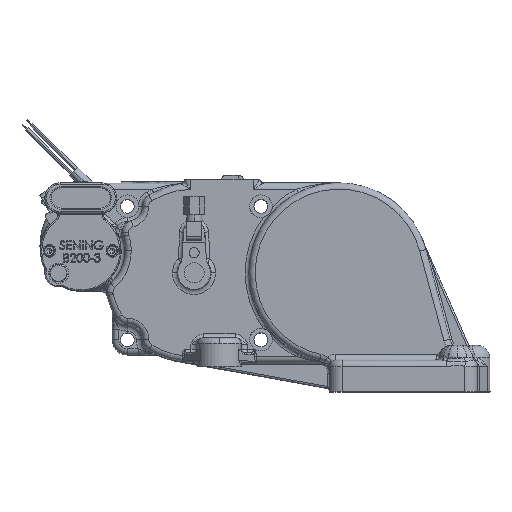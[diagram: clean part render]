
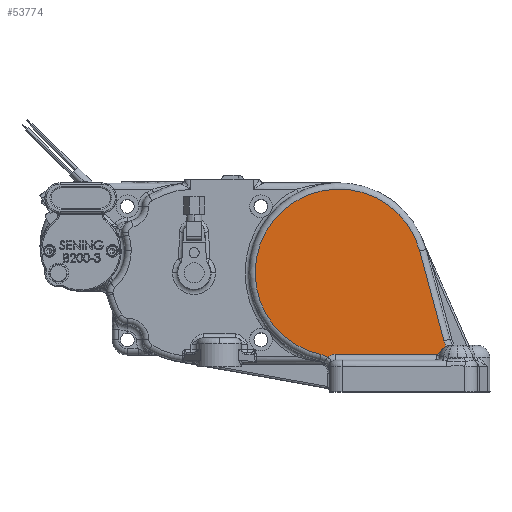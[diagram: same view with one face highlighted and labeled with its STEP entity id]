
A CAD part, top view. The second image highlights one B-rep face of the part: STEP entity #53774.
In plain terms, the highlighted planar face has unit normal (0, 0, 1).
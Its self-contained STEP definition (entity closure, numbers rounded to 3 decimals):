
#8611 = CARTESIAN_POINT ( 'NONE',  ( -14.279, -64.949, 85.5 ) ) ;
#23216 = CARTESIAN_POINT ( 'NONE',  ( 83.347, -54.118, 85.5 ) ) ;
#23217 = CARTESIAN_POINT ( 'NONE',  ( 64.234, 17.211, 85.5 ) ) ;
#23263 = CARTESIAN_POINT ( 'NONE',  ( 76.267, -64.5, 85.5 ) ) ;
#23285 = CARTESIAN_POINT ( 'NONE',  ( 84.993, -58.54, 85.5 ) ) ;
#23362 = CARTESIAN_POINT ( 'NONE',  ( -9.218, -67.093, 85.5 ) ) ;
#23558 = CARTESIAN_POINT ( 'NONE',  ( -2.5, -64.5, 85.5 ) ) ;
#47144 = LINE ( 'NONE', #55589, #47219 ) ;
#47189 = CIRCLE ( 'NONE', #52877, 25. ) ;
#47191 = VECTOR ( 'NONE', #55588, 1000. ) ;
#47207 = LINE ( 'NONE', #55555, #47191 ) ;
#47210 = CIRCLE ( 'NONE', #52879, 66.5 ) ;
#47216 = CIRCLE ( 'NONE', #52881, 15. ) ;
#47219 = VECTOR ( 'NONE', #55590, 1000. ) ;
#47233 = CIRCLE ( 'NONE', #52885, 10. ) ;
#52877 = AXIS2_PLACEMENT_3D ( 'NONE', #55515, #55538, #55539 ) ;
#52879 = AXIS2_PLACEMENT_3D ( 'NONE', #55537, #55550, #55551 ) ;
#52881 = AXIS2_PLACEMENT_3D ( 'NONE', #55541, #55553, #55554 ) ;
#52885 = AXIS2_PLACEMENT_3D ( 'NONE', #55587, #55593, #55594 ) ;
#53774 = ADVANCED_FACE ( 'NONE', ( #117949 ), #99047, .T. ) ;
#55515 = CARTESIAN_POINT ( 'NONE',  ( 107.495, -47.647, 85.5 ) ) ;
#55537 = CARTESIAN_POINT ( 'NONE',  ( 0., 0., 85.5 ) ) ;
#55538 = DIRECTION ( 'NONE',  ( 0., 0., -1. ) ) ;
#55539 = DIRECTION ( 'NONE',  ( 1., 0., 0. ) ) ;
#55541 = CARTESIAN_POINT ( 'NONE',  ( -17.5, -79.599, 85.5 ) ) ;
#55550 = DIRECTION ( 'NONE',  ( 0., 0., 1. ) ) ;
#55551 = DIRECTION ( 'NONE',  ( 1., 0., 0. ) ) ;
#55552 = CARTESIAN_POINT ( 'NONE',  ( 76.267, -64.5, 85.5 ) ) ;
#55553 = DIRECTION ( 'NONE',  ( 0., 0., -1. ) ) ;
#55554 = DIRECTION ( 'NONE',  ( 1., 0., 0. ) ) ;
#55555 = CARTESIAN_POINT ( 'NONE',  ( 81.351, -64.5, 85.5 ) ) ;
#55556 = CARTESIAN_POINT ( 'NONE',  ( 76.352, -64.584, 85.5 ) ) ;
#55558 = CARTESIAN_POINT ( 'NONE',  ( 76.44, -64.665, 85.5 ) ) ;
#55559 = CARTESIAN_POINT ( 'NONE',  ( 76.626, -64.815, 85.5 ) ) ;
#55561 = CARTESIAN_POINT ( 'NONE',  ( 76.724, -64.884, 85.5 ) ) ;
#55562 = CARTESIAN_POINT ( 'NONE',  ( 76.934, -64.995, 85.5 ) ) ;
#55563 = CARTESIAN_POINT ( 'NONE',  ( 77.049, -65.037, 85.5 ) ) ;
#55564 = CARTESIAN_POINT ( 'NONE',  ( 77.286, -65.065, 85.5 ) ) ;
#55565 = CARTESIAN_POINT ( 'NONE',  ( 77.408, -65.05, 85.5 ) ) ;
#55566 = CARTESIAN_POINT ( 'NONE',  ( 77.636, -64.974, 85.5 ) ) ;
#55567 = CARTESIAN_POINT ( 'NONE',  ( 77.742, -64.916, 85.5 ) ) ;
#55568 = CARTESIAN_POINT ( 'NONE',  ( 77.939, -64.781, 85.5 ) ) ;
#55569 = CARTESIAN_POINT ( 'NONE',  ( 78.032, -64.704, 85.5 ) ) ;
#55570 = CARTESIAN_POINT ( 'NONE',  ( 78.296, -64.464, 85.5 ) ) ;
#55571 = CARTESIAN_POINT ( 'NONE',  ( 78.458, -64.29, 85.5 ) ) ;
#55572 = CARTESIAN_POINT ( 'NONE',  ( 78.929, -63.757, 85.5 ) ) ;
#55574 = CARTESIAN_POINT ( 'NONE',  ( 79.228, -63.386, 85.5 ) ) ;
#55575 = CARTESIAN_POINT ( 'NONE',  ( 79.838, -62.658, 85.5 ) ) ;
#55576 = CARTESIAN_POINT ( 'NONE',  ( 80.147, -62.298, 85.5 ) ) ;
#55577 = CARTESIAN_POINT ( 'NONE',  ( 81.108, -61.255, 85.5 ) ) ;
#55579 = CARTESIAN_POINT ( 'NONE',  ( 81.793, -60.605, 85.5 ) ) ;
#55581 = CARTESIAN_POINT ( 'NONE',  ( 82.922, -59.738, 85.5 ) ) ;
#55583 = CARTESIAN_POINT ( 'NONE',  ( 83.317, -59.465, 85.5 ) ) ;
#55584 = CARTESIAN_POINT ( 'NONE',  ( 84.135, -58.966, 85.5 ) ) ;
#55585 = CARTESIAN_POINT ( 'NONE',  ( 84.557, -58.74, 85.5 ) ) ;
#55586 = CARTESIAN_POINT ( 'NONE',  ( 84.993, -58.54, 85.5 ) ) ;
#55587 = CARTESIAN_POINT ( 'NONE',  ( -2.5, -74.5, 85.5 ) ) ;
#55588 = DIRECTION ( 'NONE',  ( 1., 0., 0. ) ) ;
#55589 = CARTESIAN_POINT ( 'NONE',  ( 64.234, 17.211, 85.5 ) ) ;
#55590 = DIRECTION ( 'NONE',  ( -0.259, 0.966, 0. ) ) ;
#55593 = DIRECTION ( 'NONE',  ( 0., 0., -1. ) ) ;
#55594 = DIRECTION ( 'NONE',  ( 1., 0., 0. ) ) ;
#87593 = EDGE_CURVE ( 'NONE', #125634, #125583, #47189, .T. ) ;
#87606 = EDGE_CURVE ( 'NONE', #125584, #125112, #47210, .T. ) ;
#87610 = EDGE_CURVE ( 'NONE', #125112, #125686, #47216, .T. ) ;
#87613 = EDGE_CURVE ( 'NONE', #125617, #125634, #127296, .T. ) ;
#87618 = EDGE_CURVE ( 'NONE', #125791, #125617, #47207, .T. ) ;
#87624 = EDGE_CURVE ( 'NONE', #125583, #125584, #47144, .T. ) ;
#87630 = EDGE_CURVE ( 'NONE', #125686, #125791, #47233, .T. ) ;
#99045 = CARTESIAN_POINT ( 'NONE',  ( 0., 0., 85.5 ) ) ;
#99047 = PLANE ( 'NONE',  #116520 ) ;
#99064 = DIRECTION ( 'NONE',  ( 0., 0., 1. ) ) ;
#99066 = DIRECTION ( 'NONE',  ( 1., 0., 0. ) ) ;
#103230 = ORIENTED_EDGE ( 'NONE', *, *, #87618, .T. ) ;
#103252 = ORIENTED_EDGE ( 'NONE', *, *, #87624, .T. ) ;
#103262 = ORIENTED_EDGE ( 'NONE', *, *, #87610, .T. ) ;
#103266 = ORIENTED_EDGE ( 'NONE', *, *, #87613, .T. ) ;
#103278 = ORIENTED_EDGE ( 'NONE', *, *, #87593, .T. ) ;
#103315 = ORIENTED_EDGE ( 'NONE', *, *, #87606, .T. ) ;
#103441 = ORIENTED_EDGE ( 'NONE', *, *, #87630, .T. ) ;
#116520 = AXIS2_PLACEMENT_3D ( 'NONE', #99045, #99064, #99066 ) ;
#117949 = FACE_OUTER_BOUND ( 'NONE', #136388, .T. ) ;
#125112 = VERTEX_POINT ( 'NONE', #8611 ) ;
#125583 = VERTEX_POINT ( 'NONE', #23216 ) ;
#125584 = VERTEX_POINT ( 'NONE', #23217 ) ;
#125617 = VERTEX_POINT ( 'NONE', #23263 ) ;
#125634 = VERTEX_POINT ( 'NONE', #23285 ) ;
#125686 = VERTEX_POINT ( 'NONE', #23362 ) ;
#125791 = VERTEX_POINT ( 'NONE', #23558 ) ;
#127296 = B_SPLINE_CURVE_WITH_KNOTS ( 'NONE', 3,
 ( #55552, #55556, #55558, #55559, #55561, #55562, #55563, #55564, #55565, #55566, #55567, #55568, #55569, #55570, #55571, #55572, #55574, #55575, #55576, #55577, #55579, #55581, #55583, #55584, #55585, #55586 ),
 .UNSPECIFIED., .F., .F.,
 ( 4, 2, 2, 2, 2, 2, 2, 2, 2, 2, 2, 2, 4 ),
 ( 0., 0., 0.001, 0.001, 0.001, 0.002, 0.002, 0.003, 0.004, 0.006, 0.009, 0.01, 0.011 ),
 .UNSPECIFIED. ) ;
#136388 = EDGE_LOOP ( 'NONE', ( #103230, #103266, #103278, #103252, #103315, #103262, #103441 ) ) ;
